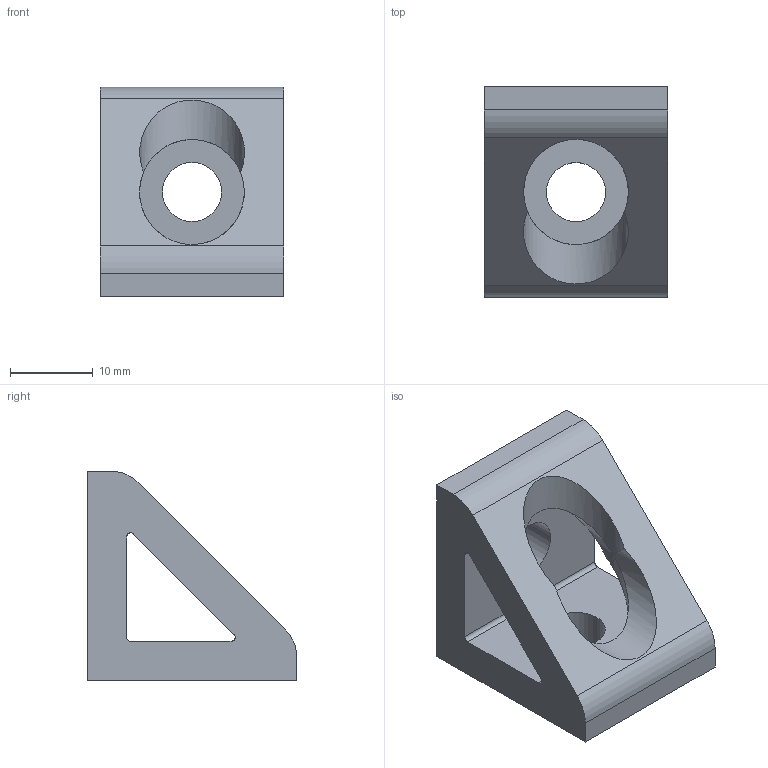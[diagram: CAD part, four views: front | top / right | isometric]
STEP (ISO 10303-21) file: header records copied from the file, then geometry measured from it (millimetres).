
FILE_DESCRIPTION((''),'2;1');
FILE_NAME('10CB4101.stp','2015-07-07T12:56:21',(''),(''),'Mechanical Desktop 2011','Mechanical Desktop 2011',', , ');
FILE_SCHEMA(('AUTOMOTIVE_DESIGN { 1 2 10303 214 1 1 1 1 }'));
Length unit declared in the file: inch
Products named in the file (1): Product
Bounding box: 22.23 x 25.4 x 25.4 mm (x, y, z)
Volume: 6057 mm3; surface area: 3536.9 mm2
Topology: 1 solids, 1 shells, 26 faces, 73 edges, 48 vertices
Faces by surface type: cylinder 15, plane 11
Entity records: 986 total; most frequent: CARTESIAN_POINT 226, DIRECTION 155, ORIENTED_EDGE 146, EDGE_CURVE 73, AXIS2_PLACEMENT_3D 59, VERTEX_POINT 48, VECTOR 37, LINE 37
